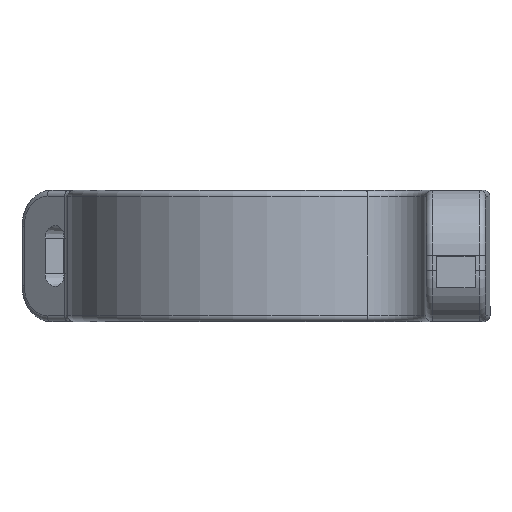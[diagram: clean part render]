
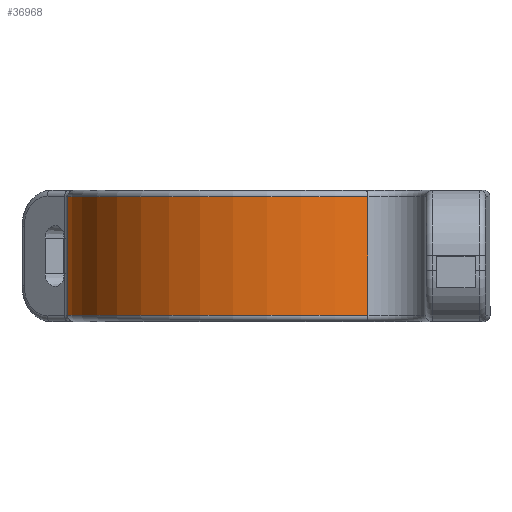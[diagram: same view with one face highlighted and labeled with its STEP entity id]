
A CAD part, left-side view. The second image highlights one B-rep face of the part: STEP entity #36968.
In plain terms, the highlighted cylindrical face has radius 20.7 mm (diameter 41.4 mm), a partial arc.
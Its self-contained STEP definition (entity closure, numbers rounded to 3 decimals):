
#524=CARTESIAN_POINT('',(0.,-0.2,-5.8));
#525=DIRECTION('',(0.,0.,-1.));
#526=DIRECTION('',(-0.91,-0.415,0.));
#527=AXIS2_PLACEMENT_3D('',#524,#525,#526);
#10036=CARTESIAN_POINT('',(0.,-0.2,5.8));
#10037=DIRECTION('',(0.,0.,1.));
#10038=DIRECTION('',(0.119,0.993,0.));
#10039=AXIS2_PLACEMENT_3D('',#10036,#10037,#10038);
#10103=DIRECTION('',(0.,0.,1.));
#10104=VECTOR('',#10103,11.6);
#10105=CARTESIAN_POINT('',(-18.833,-8.79,-5.8));
#10106=LINE('',#10105,#10104);
#10107=DIRECTION('',(0.,0.,1.));
#10108=VECTOR('',#10107,11.6);
#10109=CARTESIAN_POINT('',(2.473,20.352,-5.8));
#10110=LINE('',#10109,#10108);
#20250=CARTESIAN_POINT('',(-18.833,-8.79,-5.8));
#20251=CARTESIAN_POINT('',(-18.833,-8.79,5.8));
#20252=VERTEX_POINT('',#20250);
#20253=VERTEX_POINT('',#20251);
#20324=CARTESIAN_POINT('',(2.473,20.352,-5.8));
#20325=VERTEX_POINT('',#20324);
#20344=CARTESIAN_POINT('',(2.473,20.352,5.8));
#20345=VERTEX_POINT('',#20344);
#36956=CARTESIAN_POINT('',(0.,-0.2,-6.4));
#36957=DIRECTION('',(0.,0.,1.));
#36958=DIRECTION('',(1.,0.,0.));
#36959=AXIS2_PLACEMENT_3D('',#36956,#36957,#36958);
#36960=CYLINDRICAL_SURFACE('',#36959,20.7);
#36961=ORIENTED_EDGE('',*,*,#36948,.F.);
#36962=ORIENTED_EDGE('',*,*,#25474,.T.);
#36964=ORIENTED_EDGE('',*,*,#36963,.T.);
#36965=ORIENTED_EDGE('',*,*,#36875,.T.);
#36966=EDGE_LOOP('',(#36961,#36962,#36964,#36965));
#36967=FACE_OUTER_BOUND('',#36966,.F.);
#36968=ADVANCED_FACE('',(#36967),#36960,.T.);
#528=CIRCLE('',#527,20.7);
#10040=CIRCLE('',#10039,20.7);
#25474=EDGE_CURVE('',#20252,#20325,#528,.T.);
#36875=EDGE_CURVE('',#20345,#20253,#10040,.T.);
#36948=EDGE_CURVE('',#20252,#20253,#10106,.T.);
#36963=EDGE_CURVE('',#20325,#20345,#10110,.T.);
